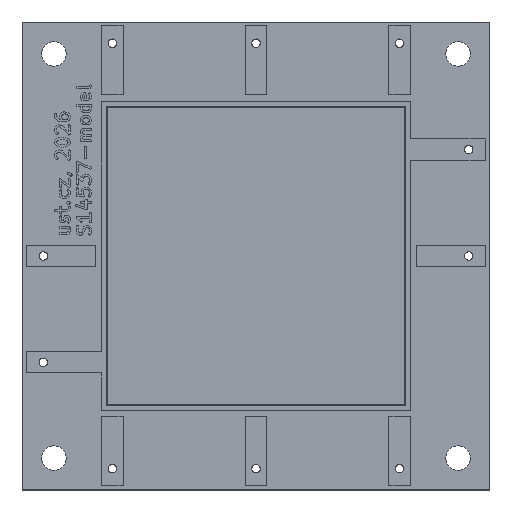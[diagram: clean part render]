
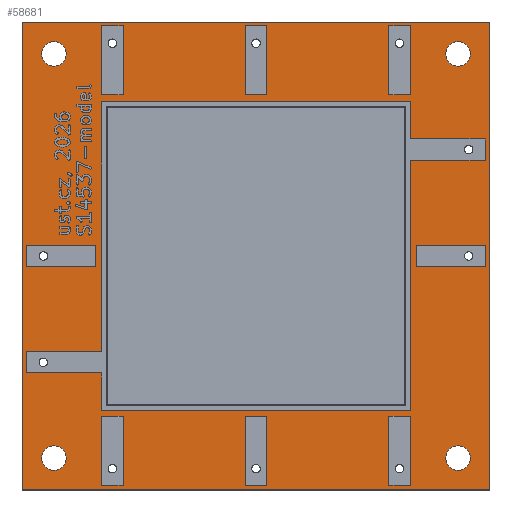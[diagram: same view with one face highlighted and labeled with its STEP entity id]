
A CAD part, top view. The second image highlights one B-rep face of the part: STEP entity #58681.
In plain terms, the highlighted planar face has unit normal (0, 0, 1).
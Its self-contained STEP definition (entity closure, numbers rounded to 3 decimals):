
#57782 = VERTEX_POINT('',#57783);
#57783 = CARTESIAN_POINT('',(22.,-22.,1.51));
#57789 = EDGE_CURVE('',#57782,#57790,#57792,.T.);
#57790 = VERTEX_POINT('',#57791);
#57791 = CARTESIAN_POINT('',(-22.,-22.,1.51));
#57792 = LINE('',#57793,#57794);
#57793 = CARTESIAN_POINT('',(22.,-22.,1.51));
#57794 = VECTOR('',#57795,1.);
#57795 = DIRECTION('',(-1.,0.,0.));
#57820 = EDGE_CURVE('',#57790,#57821,#57823,.T.);
#57821 = VERTEX_POINT('',#57822);
#57822 = CARTESIAN_POINT('',(-22.,22.,1.51));
#57823 = LINE('',#57824,#57825);
#57824 = CARTESIAN_POINT('',(-22.,-22.,1.51));
#57825 = VECTOR('',#57826,1.);
#57826 = DIRECTION('',(0.,1.,0.));
#57851 = EDGE_CURVE('',#57821,#57852,#57854,.T.);
#57852 = VERTEX_POINT('',#57853);
#57853 = CARTESIAN_POINT('',(22.,22.,1.51));
#57854 = LINE('',#57855,#57856);
#57855 = CARTESIAN_POINT('',(-22.,22.,1.51));
#57856 = VECTOR('',#57857,1.);
#57857 = DIRECTION('',(1.,0.,0.));
#57882 = EDGE_CURVE('',#57852,#57782,#57883,.T.);
#57883 = LINE('',#57884,#57885);
#57884 = CARTESIAN_POINT('',(22.,22.,1.51));
#57885 = VECTOR('',#57886,1.);
#57886 = DIRECTION('',(0.,-1.,0.));
#57913 = VERTEX_POINT('',#57914);
#57914 = CARTESIAN_POINT('',(-13.1,-20.,1.51));
#57920 = EDGE_CURVE('',#57913,#57913,#57921,.T.);
#57921 = CIRCLE('',#57922,0.4);
#57922 = AXIS2_PLACEMENT_3D('',#57923,#57924,#57925);
#57923 = CARTESIAN_POINT('',(-13.5,-20.,1.51));
#57924 = DIRECTION('',(0.,0.,1.));
#57925 = DIRECTION('',(1.,0.,-0.));
#57946 = VERTEX_POINT('',#57947);
#57947 = CARTESIAN_POINT('',(0.4,-20.,1.51));
#57953 = EDGE_CURVE('',#57946,#57946,#57954,.T.);
#57954 = CIRCLE('',#57955,0.4);
#57955 = AXIS2_PLACEMENT_3D('',#57956,#57957,#57958);
#57956 = CARTESIAN_POINT('',(0.,-20.,1.51));
#57957 = DIRECTION('',(0.,0.,1.));
#57958 = DIRECTION('',(1.,0.,-0.));
#57979 = VERTEX_POINT('',#57980);
#57980 = CARTESIAN_POINT('',(13.9,-20.,1.51));
#57986 = EDGE_CURVE('',#57979,#57979,#57987,.T.);
#57987 = CIRCLE('',#57988,0.4);
#57988 = AXIS2_PLACEMENT_3D('',#57989,#57990,#57991);
#57989 = CARTESIAN_POINT('',(13.5,-20.,1.51));
#57990 = DIRECTION('',(0.,0.,1.));
#57991 = DIRECTION('',(1.,0.,-0.));
#58012 = VERTEX_POINT('',#58013);
#58013 = CARTESIAN_POINT('',(-17.85,-19.,1.51));
#58019 = EDGE_CURVE('',#58012,#58012,#58020,.T.);
#58020 = CIRCLE('',#58021,1.15);
#58021 = AXIS2_PLACEMENT_3D('',#58022,#58023,#58024);
#58022 = CARTESIAN_POINT('',(-19.,-19.,1.51));
#58023 = DIRECTION('',(0.,0.,1.));
#58024 = DIRECTION('',(1.,0.,-0.));
#58045 = VERTEX_POINT('',#58046);
#58046 = CARTESIAN_POINT('',(20.15,-19.,1.51));
#58052 = EDGE_CURVE('',#58045,#58045,#58053,.T.);
#58053 = CIRCLE('',#58054,1.15);
#58054 = AXIS2_PLACEMENT_3D('',#58055,#58056,#58057);
#58055 = CARTESIAN_POINT('',(19.,-19.,1.51));
#58056 = DIRECTION('',(0.,0.,1.));
#58057 = DIRECTION('',(1.,0.,-0.));
#58080 = VERTEX_POINT('',#58081);
#58081 = CARTESIAN_POINT('',(-13.5,12.5,1.51));
#58087 = EDGE_CURVE('',#58088,#58080,#58090,.T.);
#58088 = VERTEX_POINT('',#58089);
#58089 = CARTESIAN_POINT('',(-12.5,13.5,1.51));
#58090 = CIRCLE('',#58091,1.);
#58091 = AXIS2_PLACEMENT_3D('',#58092,#58093,#58094);
#58092 = CARTESIAN_POINT('',(-12.5,12.5,1.51));
#58093 = DIRECTION('',(0.,0.,1.));
#58094 = DIRECTION('',(0.,1.,-0.));
#58111 = EDGE_CURVE('',#58080,#58112,#58114,.T.);
#58112 = VERTEX_POINT('',#58113);
#58113 = CARTESIAN_POINT('',(-13.5,-12.5,1.51));
#58114 = LINE('',#58115,#58116);
#58115 = CARTESIAN_POINT('',(-13.5,12.5,1.51));
#58116 = VECTOR('',#58117,1.);
#58117 = DIRECTION('',(0.,-1.,0.));
#58151 = VERTEX_POINT('',#58152);
#58152 = CARTESIAN_POINT('',(-12.5,-13.5,1.51));
#58158 = EDGE_CURVE('',#58112,#58151,#58159,.T.);
#58159 = CIRCLE('',#58160,1.);
#58160 = AXIS2_PLACEMENT_3D('',#58161,#58162,#58163);
#58161 = CARTESIAN_POINT('',(-12.5,-12.5,1.51));
#58162 = DIRECTION('',(0.,0.,1.));
#58163 = DIRECTION('',(-1.,0.,0.));
#58175 = EDGE_CURVE('',#58151,#58176,#58178,.T.);
#58176 = VERTEX_POINT('',#58177);
#58177 = CARTESIAN_POINT('',(12.5,-13.5,1.51));
#58178 = LINE('',#58179,#58180);
#58179 = CARTESIAN_POINT('',(-12.5,-13.5,1.51));
#58180 = VECTOR('',#58181,1.);
#58181 = DIRECTION('',(1.,0.,0.));
#58215 = VERTEX_POINT('',#58216);
#58216 = CARTESIAN_POINT('',(13.5,-12.5,1.51));
#58222 = EDGE_CURVE('',#58176,#58215,#58223,.T.);
#58223 = CIRCLE('',#58224,1.);
#58224 = AXIS2_PLACEMENT_3D('',#58225,#58226,#58227);
#58225 = CARTESIAN_POINT('',(12.5,-12.5,1.51));
#58226 = DIRECTION('',(0.,0.,1.));
#58227 = DIRECTION('',(0.,-1.,0.));
#58239 = EDGE_CURVE('',#58215,#58240,#58242,.T.);
#58240 = VERTEX_POINT('',#58241);
#58241 = CARTESIAN_POINT('',(13.5,12.5,1.51));
#58242 = LINE('',#58243,#58244);
#58243 = CARTESIAN_POINT('',(13.5,-12.5,1.51));
#58244 = VECTOR('',#58245,1.);
#58245 = DIRECTION('',(0.,1.,0.));
#58279 = VERTEX_POINT('',#58280);
#58280 = CARTESIAN_POINT('',(12.5,13.5,1.51));
#58286 = EDGE_CURVE('',#58240,#58279,#58287,.T.);
#58287 = CIRCLE('',#58288,1.);
#58288 = AXIS2_PLACEMENT_3D('',#58289,#58290,#58291);
#58289 = CARTESIAN_POINT('',(12.5,12.5,1.51));
#58290 = DIRECTION('',(0.,0.,1.));
#58291 = DIRECTION('',(1.,0.,0.));
#58303 = EDGE_CURVE('',#58279,#58088,#58304,.T.);
#58304 = LINE('',#58305,#58306);
#58305 = CARTESIAN_POINT('',(12.5,13.5,1.51));
#58306 = VECTOR('',#58307,1.);
#58307 = DIRECTION('',(-1.,0.,0.));
#58334 = VERTEX_POINT('',#58335);
#58335 = CARTESIAN_POINT('',(-19.6,-10.,1.51));
#58341 = EDGE_CURVE('',#58334,#58334,#58342,.T.);
#58342 = CIRCLE('',#58343,0.4);
#58343 = AXIS2_PLACEMENT_3D('',#58344,#58345,#58346);
#58344 = CARTESIAN_POINT('',(-20.,-10.,1.51));
#58345 = DIRECTION('',(0.,0.,1.));
#58346 = DIRECTION('',(1.,0.,-0.));
#58367 = VERTEX_POINT('',#58368);
#58368 = CARTESIAN_POINT('',(-19.6,0.,1.51));
#58374 = EDGE_CURVE('',#58367,#58367,#58375,.T.);
#58375 = CIRCLE('',#58376,0.4);
#58376 = AXIS2_PLACEMENT_3D('',#58377,#58378,#58379);
#58377 = CARTESIAN_POINT('',(-20.,0.,1.51));
#58378 = DIRECTION('',(0.,0.,1.));
#58379 = DIRECTION('',(1.,0.,-0.));
#58400 = VERTEX_POINT('',#58401);
#58401 = CARTESIAN_POINT('',(20.4,0.,1.51));
#58407 = EDGE_CURVE('',#58400,#58400,#58408,.T.);
#58408 = CIRCLE('',#58409,0.4);
#58409 = AXIS2_PLACEMENT_3D('',#58410,#58411,#58412);
#58410 = CARTESIAN_POINT('',(20.,0.,1.51));
#58411 = DIRECTION('',(0.,0.,1.));
#58412 = DIRECTION('',(1.,0.,-0.));
#58433 = VERTEX_POINT('',#58434);
#58434 = CARTESIAN_POINT('',(20.4,10.,1.51));
#58440 = EDGE_CURVE('',#58433,#58433,#58441,.T.);
#58441 = CIRCLE('',#58442,0.4);
#58442 = AXIS2_PLACEMENT_3D('',#58443,#58444,#58445);
#58443 = CARTESIAN_POINT('',(20.,10.,1.51));
#58444 = DIRECTION('',(0.,0.,1.));
#58445 = DIRECTION('',(1.,0.,-0.));
#58466 = VERTEX_POINT('',#58467);
#58467 = CARTESIAN_POINT('',(-17.85,19.,1.51));
#58473 = EDGE_CURVE('',#58466,#58466,#58474,.T.);
#58474 = CIRCLE('',#58475,1.15);
#58475 = AXIS2_PLACEMENT_3D('',#58476,#58477,#58478);
#58476 = CARTESIAN_POINT('',(-19.,19.,1.51));
#58477 = DIRECTION('',(0.,0.,1.));
#58478 = DIRECTION('',(1.,0.,-0.));
#58499 = VERTEX_POINT('',#58500);
#58500 = CARTESIAN_POINT('',(20.15,19.,1.51));
#58506 = EDGE_CURVE('',#58499,#58499,#58507,.T.);
#58507 = CIRCLE('',#58508,1.15);
#58508 = AXIS2_PLACEMENT_3D('',#58509,#58510,#58511);
#58509 = CARTESIAN_POINT('',(19.,19.,1.51));
#58510 = DIRECTION('',(0.,0.,1.));
#58511 = DIRECTION('',(1.,0.,-0.));
#58532 = VERTEX_POINT('',#58533);
#58533 = CARTESIAN_POINT('',(-13.1,20.,1.51));
#58539 = EDGE_CURVE('',#58532,#58532,#58540,.T.);
#58540 = CIRCLE('',#58541,0.4);
#58541 = AXIS2_PLACEMENT_3D('',#58542,#58543,#58544);
#58542 = CARTESIAN_POINT('',(-13.5,20.,1.51));
#58543 = DIRECTION('',(0.,0.,1.));
#58544 = DIRECTION('',(1.,0.,-0.));
#58565 = VERTEX_POINT('',#58566);
#58566 = CARTESIAN_POINT('',(0.4,20.,1.51));
#58572 = EDGE_CURVE('',#58565,#58565,#58573,.T.);
#58573 = CIRCLE('',#58574,0.4);
#58574 = AXIS2_PLACEMENT_3D('',#58575,#58576,#58577);
#58575 = CARTESIAN_POINT('',(0.,20.,1.51));
#58576 = DIRECTION('',(0.,0.,1.));
#58577 = DIRECTION('',(1.,0.,-0.));
#58598 = VERTEX_POINT('',#58599);
#58599 = CARTESIAN_POINT('',(13.9,20.,1.51));
#58605 = EDGE_CURVE('',#58598,#58598,#58606,.T.);
#58606 = CIRCLE('',#58607,0.4);
#58607 = AXIS2_PLACEMENT_3D('',#58608,#58609,#58610);
#58608 = CARTESIAN_POINT('',(13.5,20.,1.51));
#58609 = DIRECTION('',(0.,0.,1.));
#58610 = DIRECTION('',(1.,0.,-0.));
#58681 = ADVANCED_FACE('',(#58682,#58688,#58691,#58694,#58697,#58700,
    #58703,#58713,#58716,#58719,#58722,#58725,#58728,#58731,#58734,
    #58737),#58740,.T.);
#58682 = FACE_BOUND('',#58683,.F.);
#58683 = EDGE_LOOP('',(#58684,#58685,#58686,#58687));
#58684 = ORIENTED_EDGE('',*,*,#57789,.T.);
#58685 = ORIENTED_EDGE('',*,*,#57820,.T.);
#58686 = ORIENTED_EDGE('',*,*,#57851,.T.);
#58687 = ORIENTED_EDGE('',*,*,#57882,.T.);
#58688 = FACE_BOUND('',#58689,.F.);
#58689 = EDGE_LOOP('',(#58690));
#58690 = ORIENTED_EDGE('',*,*,#57920,.T.);
#58691 = FACE_BOUND('',#58692,.F.);
#58692 = EDGE_LOOP('',(#58693));
#58693 = ORIENTED_EDGE('',*,*,#57953,.T.);
#58694 = FACE_BOUND('',#58695,.F.);
#58695 = EDGE_LOOP('',(#58696));
#58696 = ORIENTED_EDGE('',*,*,#57986,.T.);
#58697 = FACE_BOUND('',#58698,.F.);
#58698 = EDGE_LOOP('',(#58699));
#58699 = ORIENTED_EDGE('',*,*,#58019,.T.);
#58700 = FACE_BOUND('',#58701,.F.);
#58701 = EDGE_LOOP('',(#58702));
#58702 = ORIENTED_EDGE('',*,*,#58052,.T.);
#58703 = FACE_BOUND('',#58704,.F.);
#58704 = EDGE_LOOP('',(#58705,#58706,#58707,#58708,#58709,#58710,#58711,
    #58712));
#58705 = ORIENTED_EDGE('',*,*,#58087,.T.);
#58706 = ORIENTED_EDGE('',*,*,#58111,.T.);
#58707 = ORIENTED_EDGE('',*,*,#58158,.T.);
#58708 = ORIENTED_EDGE('',*,*,#58175,.T.);
#58709 = ORIENTED_EDGE('',*,*,#58222,.T.);
#58710 = ORIENTED_EDGE('',*,*,#58239,.T.);
#58711 = ORIENTED_EDGE('',*,*,#58286,.T.);
#58712 = ORIENTED_EDGE('',*,*,#58303,.T.);
#58713 = FACE_BOUND('',#58714,.F.);
#58714 = EDGE_LOOP('',(#58715));
#58715 = ORIENTED_EDGE('',*,*,#58341,.T.);
#58716 = FACE_BOUND('',#58717,.F.);
#58717 = EDGE_LOOP('',(#58718));
#58718 = ORIENTED_EDGE('',*,*,#58374,.T.);
#58719 = FACE_BOUND('',#58720,.F.);
#58720 = EDGE_LOOP('',(#58721));
#58721 = ORIENTED_EDGE('',*,*,#58407,.T.);
#58722 = FACE_BOUND('',#58723,.F.);
#58723 = EDGE_LOOP('',(#58724));
#58724 = ORIENTED_EDGE('',*,*,#58440,.T.);
#58725 = FACE_BOUND('',#58726,.F.);
#58726 = EDGE_LOOP('',(#58727));
#58727 = ORIENTED_EDGE('',*,*,#58473,.T.);
#58728 = FACE_BOUND('',#58729,.F.);
#58729 = EDGE_LOOP('',(#58730));
#58730 = ORIENTED_EDGE('',*,*,#58506,.T.);
#58731 = FACE_BOUND('',#58732,.F.);
#58732 = EDGE_LOOP('',(#58733));
#58733 = ORIENTED_EDGE('',*,*,#58539,.T.);
#58734 = FACE_BOUND('',#58735,.F.);
#58735 = EDGE_LOOP('',(#58736));
#58736 = ORIENTED_EDGE('',*,*,#58572,.T.);
#58737 = FACE_BOUND('',#58738,.F.);
#58738 = EDGE_LOOP('',(#58739));
#58739 = ORIENTED_EDGE('',*,*,#58605,.T.);
#58740 = PLANE('',#58741);
#58741 = AXIS2_PLACEMENT_3D('',#58742,#58743,#58744);
#58742 = CARTESIAN_POINT('',(0.,0.,1.51));
#58743 = DIRECTION('',(0.,0.,1.));
#58744 = DIRECTION('',(1.,0.,-0.));
